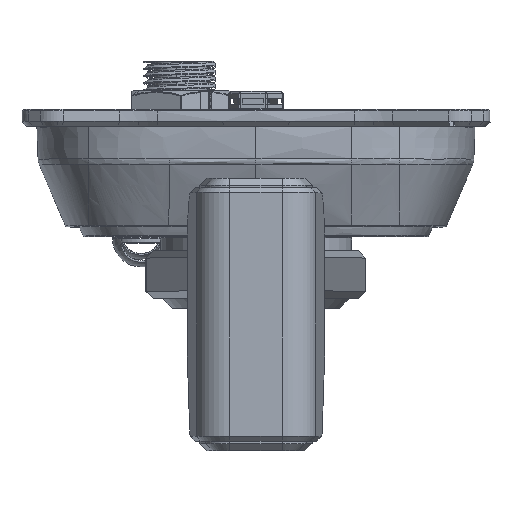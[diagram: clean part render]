
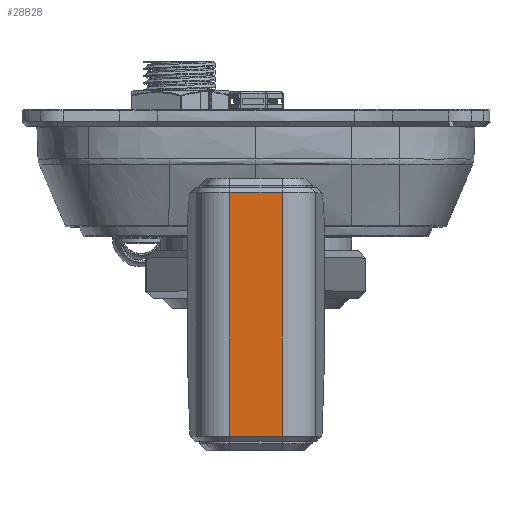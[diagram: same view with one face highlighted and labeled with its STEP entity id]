
A CAD part, top view. The second image highlights one B-rep face of the part: STEP entity #28828.
In plain terms, the highlighted planar face has unit normal (0, 0, 1).
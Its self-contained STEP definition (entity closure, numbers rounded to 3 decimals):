
#4704 = VECTOR ( 'NONE', #18955, 1000. ) ;
#6030 = EDGE_CURVE ( 'NONE', #53741, #52572, #22684, .T. ) ;
#8568 = DIRECTION ( 'NONE',  ( 0., 0., 1. ) ) ;
#10068 = LINE ( 'NONE', #32011, #4704 ) ;
#10525 = DIRECTION ( 'NONE',  ( 0., 1., 0. ) ) ;
#12734 = CARTESIAN_POINT ( 'NONE',  ( -6.588, -73.6, 129. ) ) ;
#14905 = ORIENTED_EDGE ( 'NONE', *, *, #49773, .T. ) ;
#14991 = AXIS2_PLACEMENT_3D ( 'NONE', #12734, #8568, #21897 ) ;
#16084 = CARTESIAN_POINT ( 'NONE',  ( -5.49, -17.5, 129. ) ) ;
#17829 = VECTOR ( 'NONE', #31157, 1000. ) ;
#18148 = EDGE_CURVE ( 'NONE', #22663, #53741, #29779, .T. ) ;
#18955 = DIRECTION ( 'NONE',  ( 1., 0., 0. ) ) ;
#20540 = VERTEX_POINT ( 'NONE', #38437 ) ;
#21897 = DIRECTION ( 'NONE',  ( -1., 0., 0. ) ) ;
#22663 = VERTEX_POINT ( 'NONE', #35989 ) ;
#22684 = LINE ( 'NONE', #51619, #53287 ) ;
#25080 = CARTESIAN_POINT ( 'NONE',  ( 0., -17.5, 129. ) ) ;
#28828 = ADVANCED_FACE ( 'NONE', ( #39149 ), #50852, .T. ) ;
#29779 = LINE ( 'NONE', #25080, #17829 ) ;
#30186 = DIRECTION ( 'NONE',  ( 0., -1., 0. ) ) ;
#30325 = ORIENTED_EDGE ( 'NONE', *, *, #43162, .T. ) ;
#31157 = DIRECTION ( 'NONE',  ( -1., 0., 0. ) ) ;
#32011 = CARTESIAN_POINT ( 'NONE',  ( 0., -68.5, 129. ) ) ;
#35314 = CARTESIAN_POINT ( 'NONE',  ( 5.49, -43., 129. ) ) ;
#35989 = CARTESIAN_POINT ( 'NONE',  ( 5.49, -17.5, 129. ) ) ;
#38437 = CARTESIAN_POINT ( 'NONE',  ( 5.49, -68.5, 129. ) ) ;
#39149 = FACE_OUTER_BOUND ( 'NONE', #52621, .T. ) ;
#39469 = LINE ( 'NONE', #35314, #48380 ) ;
#43162 = EDGE_CURVE ( 'NONE', #52572, #20540, #10068, .T. ) ;
#47718 = ORIENTED_EDGE ( 'NONE', *, *, #6030, .T. ) ;
#48380 = VECTOR ( 'NONE', #10525, 1000. ) ;
#48866 = CARTESIAN_POINT ( 'NONE',  ( -5.49, -68.5, 129. ) ) ;
#49773 = EDGE_CURVE ( 'NONE', #20540, #22663, #39469, .T. ) ;
#50192 = ORIENTED_EDGE ( 'NONE', *, *, #18148, .T. ) ;
#50852 = PLANE ( 'NONE',  #14991 ) ;
#51619 = CARTESIAN_POINT ( 'NONE',  ( -5.49, -43., 129. ) ) ;
#52572 = VERTEX_POINT ( 'NONE', #48866 ) ;
#52621 = EDGE_LOOP ( 'NONE', ( #14905, #50192, #47718, #30325 ) ) ;
#53287 = VECTOR ( 'NONE', #30186, 1000. ) ;
#53741 = VERTEX_POINT ( 'NONE', #16084 ) ;
